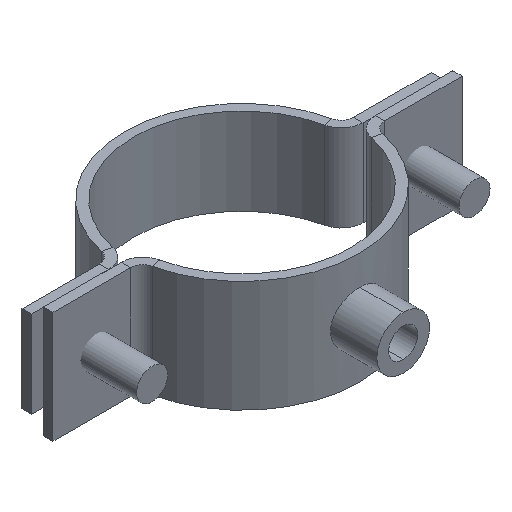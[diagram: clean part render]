
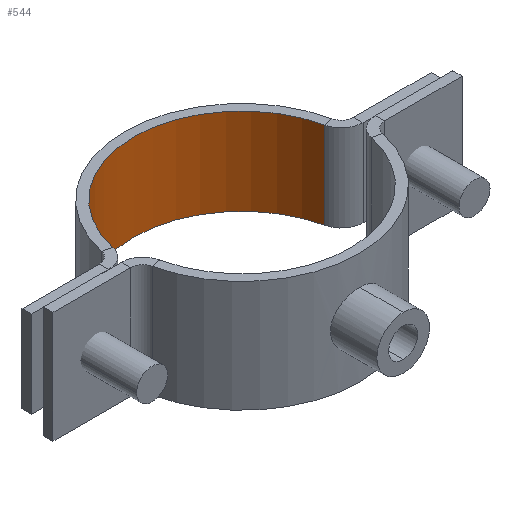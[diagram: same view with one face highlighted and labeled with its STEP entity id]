
A CAD part, isometric view. The second image highlights one B-rep face of the part: STEP entity #544.
In plain terms, the highlighted cylindrical face has radius 17.5 mm (diameter 35 mm), a partial arc.
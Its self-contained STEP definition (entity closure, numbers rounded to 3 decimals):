
#40 = VERTEX_POINT ( 'NONE', #699 ) ;
#59 = DIRECTION ( 'NONE',  ( 0., 0., -1. ) ) ;
#61 = EDGE_CURVE ( 'NONE', #40, #1078, #595, .T. ) ;
#69 = VECTOR ( 'NONE', #1790, 1000. ) ;
#125 = VERTEX_POINT ( 'NONE', #1617 ) ;
#197 = AXIS2_PLACEMENT_3D ( 'NONE', #1609, #890, #907 ) ;
#297 = CARTESIAN_POINT ( 'NONE',  ( 17.093, 3.75, -7. ) ) ;
#380 = CARTESIAN_POINT ( 'NONE',  ( -17.093, 3.75, 7. ) ) ;
#473 = FACE_OUTER_BOUND ( 'NONE', #1304, .T. ) ;
#544 = ADVANCED_FACE ( 'NONE', ( #473 ), #1925, .F. ) ;
#578 = CARTESIAN_POINT ( 'NONE',  ( -17.093, 3.75, -7. ) ) ;
#584 = CIRCLE ( 'NONE', #197, 17.5 ) ;
#595 = LINE ( 'NONE', #1311, #1856 ) ;
#630 = EDGE_CURVE ( 'NONE', #125, #1716, #649, .T. ) ;
#649 = LINE ( 'NONE', #380, #69 ) ;
#699 = CARTESIAN_POINT ( 'NONE',  ( 17.093, 3.75, 7. ) ) ;
#720 = AXIS2_PLACEMENT_3D ( 'NONE', #912, #59, #1480 ) ;
#773 = AXIS2_PLACEMENT_3D ( 'NONE', #1978, #1053, #1455 ) ;
#890 = DIRECTION ( 'NONE',  ( 0., 0., -1. ) ) ;
#903 = EDGE_CURVE ( 'NONE', #125, #40, #1167, .T. ) ;
#907 = DIRECTION ( 'NONE',  ( 1., 0., 0. ) ) ;
#912 = CARTESIAN_POINT ( 'NONE',  ( 0., 0., 7. ) ) ;
#1053 = DIRECTION ( 'NONE',  ( 0., 0., -1. ) ) ;
#1078 = VERTEX_POINT ( 'NONE', #297 ) ;
#1167 = CIRCLE ( 'NONE', #720, 17.5 ) ;
#1194 = ORIENTED_EDGE ( 'NONE', *, *, #61, .F. ) ;
#1304 = EDGE_LOOP ( 'NONE', ( #2238, #1194, #1332, #2211 ) ) ;
#1311 = CARTESIAN_POINT ( 'NONE',  ( 17.093, 3.75, 7. ) ) ;
#1332 = ORIENTED_EDGE ( 'NONE', *, *, #903, .F. ) ;
#1455 = DIRECTION ( 'NONE',  ( -1., 0., 0. ) ) ;
#1480 = DIRECTION ( 'NONE',  ( 1., 0., 0. ) ) ;
#1508 = EDGE_CURVE ( 'NONE', #1716, #1078, #584, .T. ) ;
#1609 = CARTESIAN_POINT ( 'NONE',  ( 0., 0., -7. ) ) ;
#1617 = CARTESIAN_POINT ( 'NONE',  ( -17.093, 3.75, 7. ) ) ;
#1716 = VERTEX_POINT ( 'NONE', #578 ) ;
#1790 = DIRECTION ( 'NONE',  ( 0., 0., -1. ) ) ;
#1842 = DIRECTION ( 'NONE',  ( 0., 0., -1. ) ) ;
#1856 = VECTOR ( 'NONE', #1842, 1000. ) ;
#1925 = CYLINDRICAL_SURFACE ( 'NONE', #773, 17.5 ) ;
#1978 = CARTESIAN_POINT ( 'NONE',  ( 0., 0., 7. ) ) ;
#2211 = ORIENTED_EDGE ( 'NONE', *, *, #630, .T. ) ;
#2238 = ORIENTED_EDGE ( 'NONE', *, *, #1508, .T. ) ;
